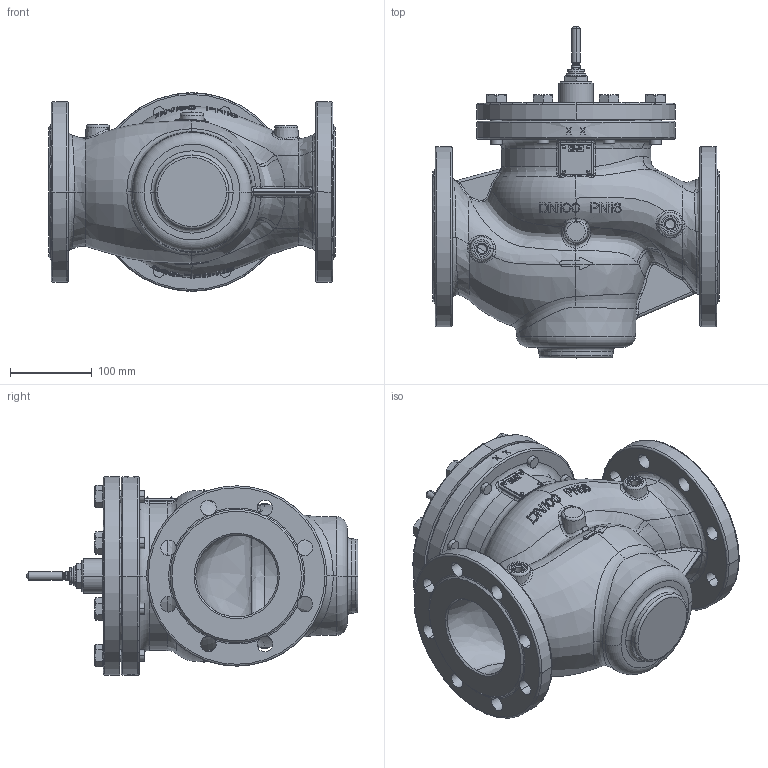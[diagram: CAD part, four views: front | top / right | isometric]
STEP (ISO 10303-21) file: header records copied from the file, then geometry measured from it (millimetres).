
FILE_DESCRIPTION((''),'2;1');
FILE_NAME('065B5502_VFG22_DN100_PN16_ASM_ASM','2018-02-16T',('U258099'),('Danfoss'),'CREO PARAMETRIC BY PTC INC, 2015480','CREO PARAMETRIC BY PTC INC, 2015480','');
FILE_SCHEMA(('CONFIG_CONTROL_DESIGN'));
Products named in the file (10): 88650020_VALVE_BODY_VFG_DN100_1; 88650720_VALVE_COVER_VFG_DN100_; 88652200_VFG_STEM_DN100_1; HEX_SCREW_DIN931_M16X50_1; 88652420_CON_INSERT_DN65-125_1; 88651420_CONICAL_INS_DN100_125__ASM; LABEL_PLATE_37X37_1; 5589607_1; 065B5502_VFG22_DN100_PN16_ASM_1_ASM; 065B5502_VFG22_DN100_PN16_ASM_ASM
Assembly tree (19 placements, depth 4):
  065B5502_VFG22_DN100_PN16_ASM_ASM
    065B5502_VFG22_DN100_PN16_ASM_1_ASM
      88650020_VALVE_BODY_VFG_DN100_1
      88650720_VALVE_COVER_VFG_DN100_
      88652200_VFG_STEM_DN100_1
      HEX_SCREW_DIN931_M16X50_1  x8
      88651420_CONICAL_INS_DN100_125__ASM
        88652420_CON_INSERT_DN65-125_1
      LABEL_PLATE_37X37_1
      5589607_1  x4
Bounding box: 350 x 405.1 x 242 mm (x, y, z)
Surface area: 860713.9 mm2 (no closed solid volume)
Topology: 0 solids, 17 shells, 1911 faces, 5154 edges, 3334 vertices
Faces by surface type: plane 1050, cylinder 297, bspline 201, cone 165, torus 137, extrusion 45, revolution 8, sphere 8
Entity records: 86674 total; most frequent: CARTESIAN_POINT 46236, ORIENTED_EDGE 9316, DIRECTION 7059, EDGE_CURVE 4658, VERTEX_POINT 3061, AXIS2_PLACEMENT_3D 2574, VECTOR 1903, LINE 1858
